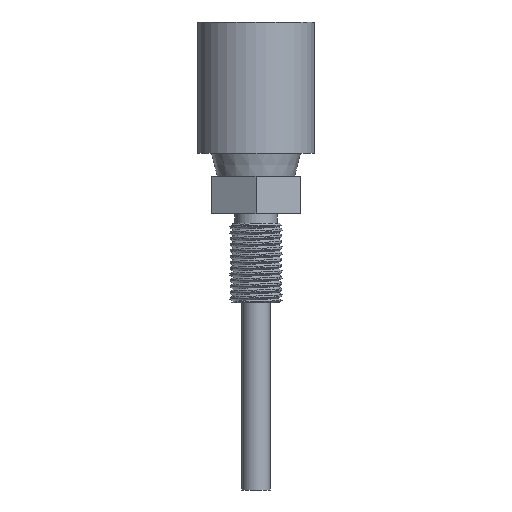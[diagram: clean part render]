
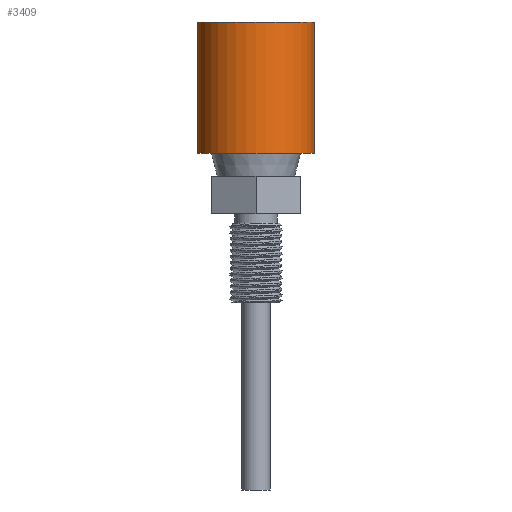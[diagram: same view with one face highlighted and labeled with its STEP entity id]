
A CAD part, front view. The second image highlights one B-rep face of the part: STEP entity #3409.
In plain terms, the highlighted cylindrical face has radius 12.5 mm (diameter 25 mm), a full revolution.
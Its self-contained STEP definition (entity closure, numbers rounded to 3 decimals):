
#25=CYLINDRICAL_SURFACE($,#3551,12.5);
#29=CIRCLE($,#3482,12.5);
#60=CIRCLE($,#3552,12.5);
#186=FACE_BOUND($,#608,.T.);
#377=FACE_OUTER_BOUND($,#607,.T.);
#607=EDGE_LOOP($,(#3069));
#608=EDGE_LOOP($,(#3070));
#1598=VERTEX_POINT($,#6257);
#1647=VERTEX_POINT($,#8697);
#2062=EDGE_CURVE($,#1598,#1598,#29,.T.);
#2122=EDGE_CURVE($,#1647,#1647,#60,.T.);
#3069=ORIENTED_EDGE($,*,*,#2062,.T.);
#3070=ORIENTED_EDGE($,*,*,#2122,.T.);
#3409=ADVANCED_FACE($,(#377,#186),#25,.T.);
#3482=AXIS2_PLACEMENT_3D($,#6258,#3942,#3943);
#3551=AXIS2_PLACEMENT_3D($,#8696,#4098,#4099);
#3552=AXIS2_PLACEMENT_3D($,#8698,#4100,#4101);
#3942=DIRECTION('center_axis',(0.,0.,-1.));
#3943=DIRECTION('ref_axis',(-1.,0.,0.));
#4098=DIRECTION('center_axis',(0.,0.,-1.));
#4099=DIRECTION('ref_axis',(-1.,0.,0.));
#4100=DIRECTION('center_axis',(0.,0.,1.));
#4101=DIRECTION('ref_axis',(-1.,0.,0.));
#6257=CARTESIAN_POINT('',(12.5,0.,23.));
#6258=CARTESIAN_POINT('Origin',(0.,0.,23.));
#8696=CARTESIAN_POINT('Origin',(0.,0.,14.));
#8697=CARTESIAN_POINT('',(12.5,0.,-5.));
#8698=CARTESIAN_POINT('Origin',(0.,0.,-5.));
